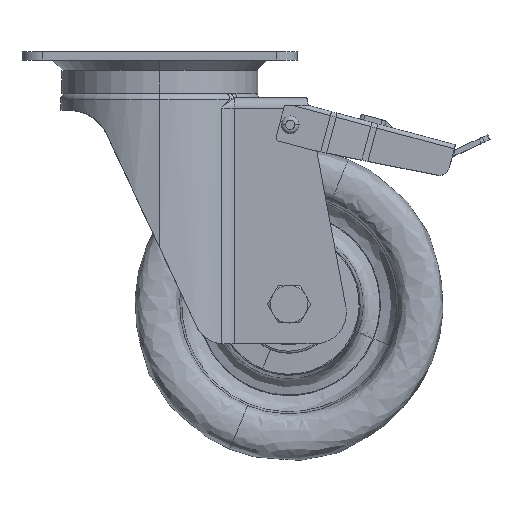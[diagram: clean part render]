
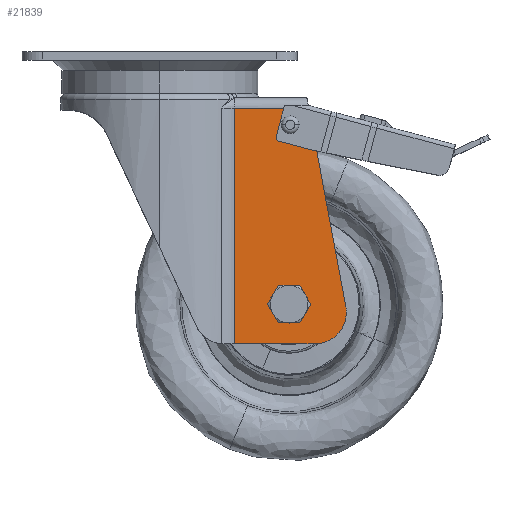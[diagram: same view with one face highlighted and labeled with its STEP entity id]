
A CAD part, top view. The second image highlights one B-rep face of the part: STEP entity #21839.
In plain terms, the highlighted planar face has unit normal (0, 0, 1).
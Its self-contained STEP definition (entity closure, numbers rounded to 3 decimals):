
#50 = CARTESIAN_POINT ( 'NONE',  ( 92.5, -140., 35. ) ) ;
#131 = CARTESIAN_POINT ( 'NONE',  ( 65., -35., 35. ) ) ;
#157 = CARTESIAN_POINT ( 'NONE',  ( 35.795, -27., 35. ) ) ;
#215 = LINE ( 'NONE', #50, #26532 ) ;
#610 = AXIS2_PLACEMENT_3D ( 'NONE', #20020, #8860, #2188 ) ;
#1804 = EDGE_CURVE ( 'NONE', #13686, #25444, #27099, .T. ) ;
#2165 = CARTESIAN_POINT ( 'NONE',  ( 89.445, -125., 35. ) ) ;
#2188 = DIRECTION ( 'NONE',  ( 1., 0., 0. ) ) ;
#2405 = DIRECTION ( 'NONE',  ( -1., 0., 0. ) ) ;
#3318 = DIRECTION ( 'NONE',  ( 0., 0., 1. ) ) ;
#3386 = FACE_BOUND ( 'NONE', #4977, .T. ) ;
#3726 = VERTEX_POINT ( 'NONE', #23479 ) ;
#3780 = VECTOR ( 'NONE', #22555, 1000. ) ;
#3940 = CARTESIAN_POINT ( 'NONE',  ( 74.445, -125., 35. ) ) ;
#4238 = DIRECTION ( 'NONE',  ( 0., 0., 1. ) ) ;
#4666 = CIRCLE ( 'NONE', #610, 2.5 ) ;
#4977 = EDGE_LOOP ( 'NONE', ( #5922, #26503 ) ) ;
#5223 = CARTESIAN_POINT ( 'NONE',  ( 35.795, -140., 35. ) ) ;
#5451 = ORIENTED_EDGE ( 'NONE', *, *, #19531, .T. ) ;
#5922 = ORIENTED_EDGE ( 'NONE', *, *, #26200, .F. ) ;
#6031 = CARTESIAN_POINT ( 'NONE',  ( 55.75, -121., 35. ) ) ;
#6425 = ORIENTED_EDGE ( 'NONE', *, *, #21981, .T. ) ;
#6626 = CARTESIAN_POINT ( 'NONE',  ( 62., -121., 35. ) ) ;
#7183 = FACE_OUTER_BOUND ( 'NONE', #15622, .T. ) ;
#8092 = EDGE_CURVE ( 'NONE', #25444, #13686, #26053, .T. ) ;
#8218 = DIRECTION ( 'NONE',  ( -1., 0., 0. ) ) ;
#8319 = EDGE_LOOP ( 'NONE', ( #23242, #17456 ) ) ;
#8411 = DIRECTION ( 'NONE',  ( 0., 0., -1. ) ) ;
#8860 = DIRECTION ( 'NONE',  ( 0., 0., 1. ) ) ;
#8862 = DIRECTION ( 'NONE',  ( 1., 0., 0. ) ) ;
#8907 = LINE ( 'NONE', #14342, #25841 ) ;
#9121 = AXIS2_PLACEMENT_3D ( 'NONE', #26819, #20108, #10978 ) ;
#9504 = AXIS2_PLACEMENT_3D ( 'NONE', #12724, #12914, #15256 ) ;
#9508 = EDGE_CURVE ( 'NONE', #16943, #3726, #12774, .T. ) ;
#10516 = CARTESIAN_POINT ( 'NONE',  ( 89.191, -122.251, 35. ) ) ;
#10978 = DIRECTION ( 'NONE',  ( 1., 0., 0. ) ) ;
#11292 = VERTEX_POINT ( 'NONE', #5223 ) ;
#11812 = CARTESIAN_POINT ( 'NONE',  ( 74.445, -140., 35. ) ) ;
#12040 = ORIENTED_EDGE ( 'NONE', *, *, #24916, .T. ) ;
#12072 = CIRCLE ( 'NONE', #9121, 2.5 ) ;
#12724 = CARTESIAN_POINT ( 'NONE',  ( 62., -121., 35. ) ) ;
#12774 = LINE ( 'NONE', #157, #15917 ) ;
#12850 = VERTEX_POINT ( 'NONE', #10516 ) ;
#12914 = DIRECTION ( 'NONE',  ( 0., 0., 1. ) ) ;
#13080 = AXIS2_PLACEMENT_3D ( 'NONE', #23231, #3318, #14332 ) ;
#13569 = VERTEX_POINT ( 'NONE', #11812 ) ;
#13686 = VERTEX_POINT ( 'NONE', #6031 ) ;
#14145 = CIRCLE ( 'NONE', #26655, 15. ) ;
#14332 = DIRECTION ( 'NONE',  ( -1., 0., 0. ) ) ;
#14342 = CARTESIAN_POINT ( 'NONE',  ( 70.5, -22., 35. ) ) ;
#15256 = DIRECTION ( 'NONE',  ( 1., 0., 0. ) ) ;
#15622 = EDGE_LOOP ( 'NONE', ( #6425, #27607, #20686, #5451, #24772, #12040 ) ) ;
#15917 = VECTOR ( 'NONE', #2405, 1000. ) ;
#16271 = AXIS2_PLACEMENT_3D ( 'NONE', #24046, #8411, #8218 ) ;
#16943 = VERTEX_POINT ( 'NONE', #23926 ) ;
#17048 = VERTEX_POINT ( 'NONE', #2165 ) ;
#17456 = ORIENTED_EDGE ( 'NONE', *, *, #1804, .F. ) ;
#19531 = EDGE_CURVE ( 'NONE', #12850, #16943, #8907, .T. ) ;
#19533 = DIRECTION ( 'NONE',  ( -1., 0., 0. ) ) ;
#20020 = CARTESIAN_POINT ( 'NONE',  ( 62.5, -35., 35. ) ) ;
#20108 = DIRECTION ( 'NONE',  ( 0., 0., 1. ) ) ;
#20286 = CARTESIAN_POINT ( 'NONE',  ( 68.25, -121., 35. ) ) ;
#20686 = ORIENTED_EDGE ( 'NONE', *, *, #22721, .T. ) ;
#20828 = CARTESIAN_POINT ( 'NONE',  ( 35.795, -22., 35. ) ) ;
#21420 = EDGE_CURVE ( 'NONE', #28425, #26271, #12072, .T. ) ;
#21660 = PLANE ( 'NONE',  #16271 ) ;
#21839 = ADVANCED_FACE ( 'NONE', ( #3386, #28290, #7183 ), #21660, .F. ) ;
#21981 = EDGE_CURVE ( 'NONE', #11292, #13569, #215, .T. ) ;
#22286 = DIRECTION ( 'NONE',  ( 0., 0., 1. ) ) ;
#22555 = DIRECTION ( 'NONE',  ( 0., -1., 0. ) ) ;
#22721 = EDGE_CURVE ( 'NONE', #17048, #12850, #28169, .T. ) ;
#23231 = CARTESIAN_POINT ( 'NONE',  ( 74.445, -125., 35. ) ) ;
#23242 = ORIENTED_EDGE ( 'NONE', *, *, #8092, .F. ) ;
#23479 = CARTESIAN_POINT ( 'NONE',  ( 35.795, -27., 35. ) ) ;
#23926 = CARTESIAN_POINT ( 'NONE',  ( 71.432, -27., 35. ) ) ;
#23992 = CARTESIAN_POINT ( 'NONE',  ( 60., -35., 35. ) ) ;
#24046 = CARTESIAN_POINT ( 'NONE',  ( 0., -22., 35. ) ) ;
#24566 = EDGE_CURVE ( 'NONE', #13569, #17048, #14145, .T. ) ;
#24772 = ORIENTED_EDGE ( 'NONE', *, *, #9508, .T. ) ;
#24916 = EDGE_CURVE ( 'NONE', #3726, #11292, #27603, .T. ) ;
#25156 = DIRECTION ( 'NONE',  ( -0.183, 0.983, 0. ) ) ;
#25444 = VERTEX_POINT ( 'NONE', #20286 ) ;
#25841 = VECTOR ( 'NONE', #25156, 1000. ) ;
#26053 = CIRCLE ( 'NONE', #26616, 6.25 ) ;
#26200 = EDGE_CURVE ( 'NONE', #26271, #28425, #4666, .T. ) ;
#26271 = VERTEX_POINT ( 'NONE', #131 ) ;
#26426 = DIRECTION ( 'NONE',  ( 1., 0., 0. ) ) ;
#26503 = ORIENTED_EDGE ( 'NONE', *, *, #21420, .F. ) ;
#26532 = VECTOR ( 'NONE', #8862, 1000. ) ;
#26616 = AXIS2_PLACEMENT_3D ( 'NONE', #6626, #22286, #26426 ) ;
#26655 = AXIS2_PLACEMENT_3D ( 'NONE', #3940, #4238, #19533 ) ;
#26819 = CARTESIAN_POINT ( 'NONE',  ( 62.5, -35., 35. ) ) ;
#27099 = CIRCLE ( 'NONE', #9504, 6.25 ) ;
#27603 = LINE ( 'NONE', #20828, #3780 ) ;
#27607 = ORIENTED_EDGE ( 'NONE', *, *, #24566, .T. ) ;
#28169 = CIRCLE ( 'NONE', #13080, 15. ) ;
#28290 = FACE_BOUND ( 'NONE', #8319, .T. ) ;
#28425 = VERTEX_POINT ( 'NONE', #23992 ) ;
